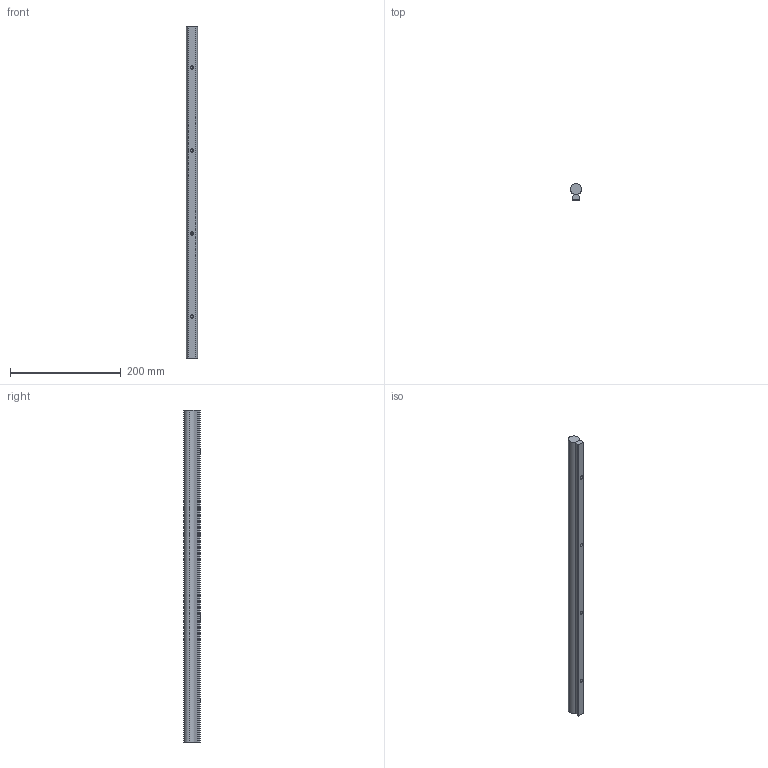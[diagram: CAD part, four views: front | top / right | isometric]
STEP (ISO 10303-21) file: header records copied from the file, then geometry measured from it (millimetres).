
FILE_DESCRIPTION (( 'STEP AP214' ), '1' );
FILE_NAME ('ShaftRailAssembly_351CC4169F.step', '2022-12-22T15:00:16', ( '' ), ( '' ), 'SwSTEP 2.0', 'SolidWorks 2019', '' );
FILE_SCHEMA (( 'AUTOMOTIVE_DESIGN' ));
Length unit declared in the file: inch
Products named in the file (3): k91alKQJTp_CADModel_0; ShaftRailAssembly_351CC4169F
Assembly tree (1 placements, depth 2):
  k91alKQJTp_CADModel_0
  ShaftRailAssembly_351CC4169F
    k91alKQJTp_CADModel_0
Bounding box: 20 x 29.58 x 600 mm (x, y, z)
Volume: 257282.6 mm3; surface area: 67018.9 mm2
Topology: 2 solids, 2 shells, 52 faces, 128 edges, 76 vertices
Faces by surface type: cylinder 26, plane 18, cone 8
Entity records: 2496 total; most frequent: CARTESIAN_POINT 533, DIRECTION 254, ORIENTED_EDGE 240, EDGE_CURVE 120, AXIS2_PLACEMENT_3D 93, VERTEX_POINT 76, LINE 68, VECTOR 68
